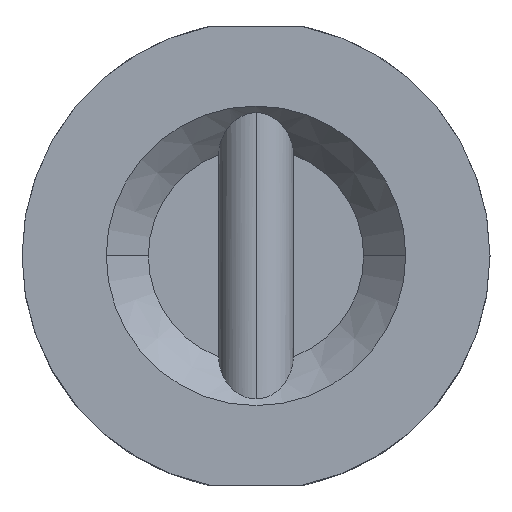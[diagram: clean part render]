
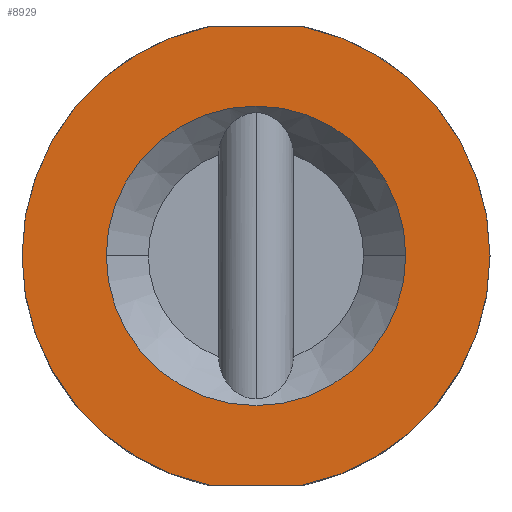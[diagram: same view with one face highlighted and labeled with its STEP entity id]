
A CAD part, top view. The second image highlights one B-rep face of the part: STEP entity #8929.
In plain terms, the highlighted planar face has unit normal (0, 0, 1).
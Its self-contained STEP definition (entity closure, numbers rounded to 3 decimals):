
#2549 = CARTESIAN_POINT ( 'NONE',  ( 9.95, 49., 0. ) ) ;
#2604 = DIRECTION ( 'NONE',  ( 1., 0., 0. ) ) ;
#2605 = DIRECTION ( 'NONE',  ( 0., 0., 1. ) ) ;
#2606 = CARTESIAN_POINT ( 'NONE',  ( 0., 0., 0. ) ) ;
#2607 = AXIS2_PLACEMENT_3D ( 'NONE', #2606, #2605, #2604 ) ;
#2608 = CIRCLE ( 'NONE', #2607, 50. ) ;
#2728 = DIRECTION ( 'NONE',  ( 1., 0., 0. ) ) ;
#2729 = VECTOR ( 'NONE', #2728, 1000. ) ;
#2730 = CARTESIAN_POINT ( 'NONE',  ( -9.95, 49., 0. ) ) ;
#2731 = LINE ( 'NONE', #2730, #2729 ) ;
#2732 = DIRECTION ( 'NONE',  ( -1., 0., 0. ) ) ;
#2733 = VECTOR ( 'NONE', #2732, 1000. ) ;
#2734 = CARTESIAN_POINT ( 'NONE',  ( -9.95, -49., 0. ) ) ;
#2735 = LINE ( 'NONE', #2734, #2733 ) ;
#2782 = CARTESIAN_POINT ( 'NONE',  ( -9.95, -49., 0. ) ) ;
#2783 = CARTESIAN_POINT ( 'NONE',  ( -9.95, 49., 0. ) ) ;
#2784 = DIRECTION ( 'NONE',  ( 1., 0., 0. ) ) ;
#2785 = DIRECTION ( 'NONE',  ( 0., 0., 1. ) ) ;
#2786 = CARTESIAN_POINT ( 'NONE',  ( 0., 0., 0. ) ) ;
#2787 = AXIS2_PLACEMENT_3D ( 'NONE', #2786, #2785, #2784 ) ;
#2788 = CIRCLE ( 'NONE', #2787, 50. ) ;
#2789 = DIRECTION ( 'NONE',  ( -1., 0., 0. ) ) ;
#2790 = DIRECTION ( 'NONE',  ( 0., 0., -1. ) ) ;
#2791 = CARTESIAN_POINT ( 'NONE',  ( -32., 0., 0. ) ) ;
#2792 = AXIS2_PLACEMENT_3D ( 'NONE', #2791, #2790, #2789 ) ;
#2793 = PLANE ( 'NONE',  #2792 ) ;
#2794 = FACE_BOUND ( 'NONE', #8915, .T. ) ;
#2808 = DIRECTION ( 'NONE',  ( 1., 0., 0. ) ) ;
#2809 = DIRECTION ( 'NONE',  ( 0., 0., 1. ) ) ;
#2810 = CARTESIAN_POINT ( 'NONE',  ( 0., 0., 0. ) ) ;
#2811 = AXIS2_PLACEMENT_3D ( 'NONE', #2810, #2809, #2808 ) ;
#2812 = CIRCLE ( 'NONE', #2811, 32. ) ;
#2813 = FACE_OUTER_BOUND ( 'NONE', #8930, .T. ) ;
#6308 = CARTESIAN_POINT ( 'NONE',  ( 0., 0., 0. ) ) ;
#6309 = AXIS2_PLACEMENT_3D ( 'NONE', #6308, #6370, #6369 ) ;
#6310 = CIRCLE ( 'NONE', #6309, 50. ) ;
#6352 = CARTESIAN_POINT ( 'NONE',  ( 50., 0., 0. ) ) ;
#6368 = CARTESIAN_POINT ( 'NONE',  ( 9.95, -49., 0. ) ) ;
#6369 = DIRECTION ( 'NONE',  ( 1., 0., 0. ) ) ;
#6370 = DIRECTION ( 'NONE',  ( 0., 0., 1. ) ) ;
#6589 = CARTESIAN_POINT ( 'NONE',  ( 32., 0., 0. ) ) ;
#6593 = DIRECTION ( 'NONE',  ( 1., 0., 0. ) ) ;
#6594 = DIRECTION ( 'NONE',  ( 0., 0., 1. ) ) ;
#6595 = AXIS2_PLACEMENT_3D ( 'NONE', #6604, #6594, #6593 ) ;
#6596 = CIRCLE ( 'NONE', #6595, 32. ) ;
#6604 = CARTESIAN_POINT ( 'NONE',  ( 0., 0., 0. ) ) ;
#6624 = CARTESIAN_POINT ( 'NONE',  ( -32., 0., 0. ) ) ;
#8849 = VERTEX_POINT ( 'NONE', #2549 ) ;
#8851 = EDGE_CURVE ( 'NONE', #10184, #8849, #2608, .T. ) ;
#8910 = EDGE_CURVE ( 'NONE', #10174, #8934, #2735, .T. ) ;
#8911 = ORIENTED_EDGE ( 'NONE', *, *, #10173, .T. ) ;
#8912 = ORIENTED_EDGE ( 'NONE', *, *, #8851, .T. ) ;
#8913 = ORIENTED_EDGE ( 'NONE', *, *, #8914, .F. ) ;
#8914 = EDGE_CURVE ( 'NONE', #8933, #8849, #2731, .T. ) ;
#8915 = EDGE_LOOP ( 'NONE', ( #8916, #8917 ) ) ;
#8916 = ORIENTED_EDGE ( 'NONE', *, *, #8928, .F. ) ;
#8917 = ORIENTED_EDGE ( 'NONE', *, *, #10266, .F. ) ;
#8928 = EDGE_CURVE ( 'NONE', #10269, #10280, #2812, .T. ) ;
#8929 = ADVANCED_FACE ( 'NONE', ( #2813, #2794 ), #2793, .F. ) ;
#8930 = EDGE_LOOP ( 'NONE', ( #8931, #10005, #8911, #8912, #8913 ) ) ;
#8931 = ORIENTED_EDGE ( 'NONE', *, *, #8932, .T. ) ;
#8932 = EDGE_CURVE ( 'NONE', #8933, #8934, #2788, .T. ) ;
#8933 = VERTEX_POINT ( 'NONE', #2783 ) ;
#8934 = VERTEX_POINT ( 'NONE', #2782 ) ;
#10005 = ORIENTED_EDGE ( 'NONE', *, *, #8910, .F. ) ;
#10173 = EDGE_CURVE ( 'NONE', #10174, #10184, #6310, .T. ) ;
#10174 = VERTEX_POINT ( 'NONE', #6368 ) ;
#10184 = VERTEX_POINT ( 'NONE', #6352 ) ;
#10266 = EDGE_CURVE ( 'NONE', #10280, #10269, #6596, .T. ) ;
#10269 = VERTEX_POINT ( 'NONE', #6589 ) ;
#10280 = VERTEX_POINT ( 'NONE', #6624 ) ;
